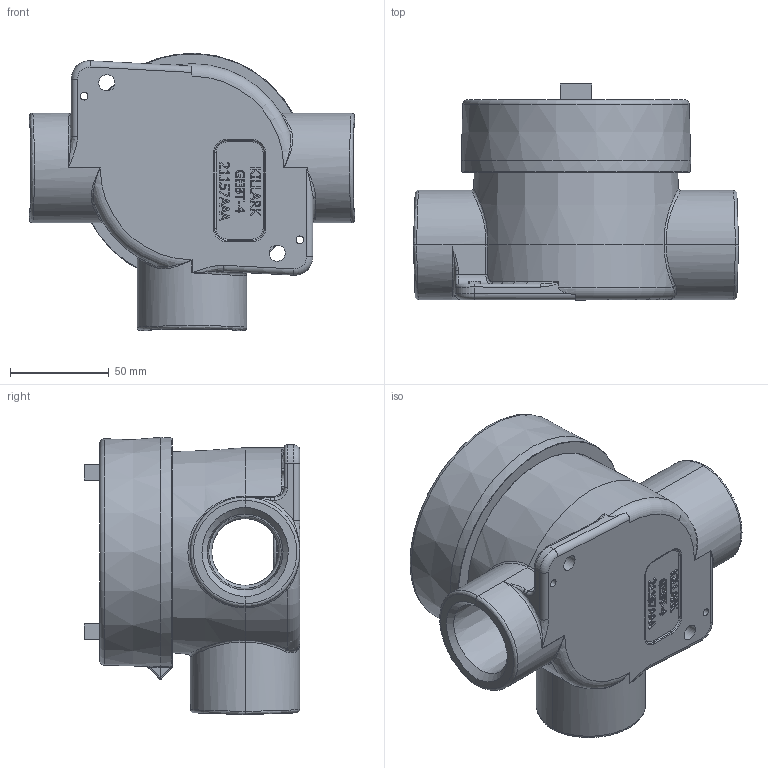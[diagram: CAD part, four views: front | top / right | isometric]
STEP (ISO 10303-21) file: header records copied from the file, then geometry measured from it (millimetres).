
FILE_DESCRIPTION(/* description */ (''),/* implementation_level */ '2;1');
FILE_NAME(/* name */ 'KIL_GEBT-4.stp',/* time_stamp */ '2021-02-11T12:26:25+06:00',/* author */ ('kr'),/* organization */ (''),/* preprocessor_version */ 'ST-DEVELOPER v18',/* originating_system */ 'Autodesk Inventor 2020',/* authorisation */ '');
FILE_SCHEMA (('AUTOMOTIVE_DESIGN { 1 0 10303 214 3 1 1 }'));
Length unit declared in the file: inch
Products named in the file (3): GEBT-4; 21157; 21147-override
Assembly tree (2 placements, depth 2):
  GEBT-4
    21157
    21147-override
Bounding box: 165.1 x 109.47 x 140.73 mm (x, y, z)
Volume: 607470.7 mm3; surface area: 137708.3 mm2
Topology: 2 solids, 2 shells, 847 faces, 2202 edges, 1389 vertices
Faces by surface type: plane 421, bspline 246, cylinder 95, torus 59, cone 16, sphere 10
Full cylindrical faces by diameter (mm): 3.886 x2, 8.153 x2, 33.884 x3, 97.104 x1, 102.743 x1
Entity records: 54569 total; most frequent: CARTESIAN_POINT 35189, ORIENTED_EDGE 4374, DIRECTION 3344, EDGE_CURVE 2187, VERTEX_POINT 1389, LINE 1264, VECTOR 1264, AXIS2_PLACEMENT_3D 1040
